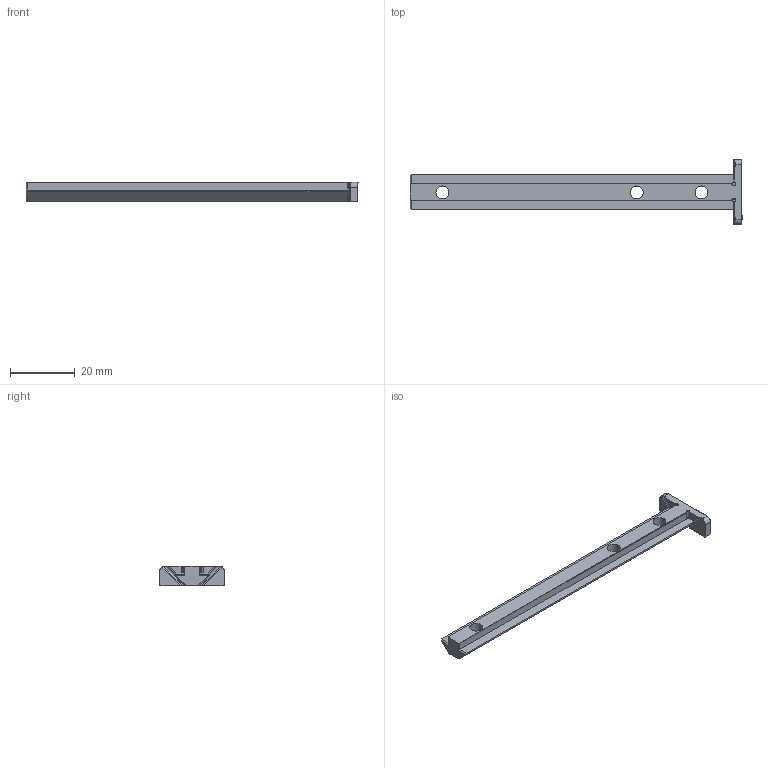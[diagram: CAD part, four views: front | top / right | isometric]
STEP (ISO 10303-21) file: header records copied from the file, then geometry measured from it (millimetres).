
FILE_DESCRIPTION(/* description */ (''),/* implementation_level */ '2;1');
FILE_NAME(/* name */ 'frame_drill_guide_x4.step',/* time_stamp */ '2024-11-09T11:50:45+01:00',/* author */ (''),/* organization */ (''),/* preprocessor_version */ 'ST-DEVELOPER v20',/* originating_system */ 'Autodesk Translation Framework v13.20.0.188',/* authorisation */ '');
FILE_SCHEMA (('AUTOMOTIVE_DESIGN { 1 0 10303 214 3 1 1 }'));
Length unit declared in the file: millimetre
Products named in the file (1): (Unsaved)
Bounding box: 102.5 x 20 x 6 mm (x, y, z)
Volume: 4281.6 mm3; surface area: 3532.4 mm2
Topology: 1 solids, 1 shells, 84 faces, 216 edges, 134 vertices
Faces by surface type: plane 37, cylinder 19, bspline 18, cone 10
Full cylindrical faces by diameter (mm): 1 x2, 4 x3
Entity records: 2843 total; most frequent: CARTESIAN_POINT 849, ORIENTED_EDGE 432, DIRECTION 364, EDGE_CURVE 216, VERTEX_POINT 134, LINE 130, VECTOR 130, AXIS2_PLACEMENT_3D 117
